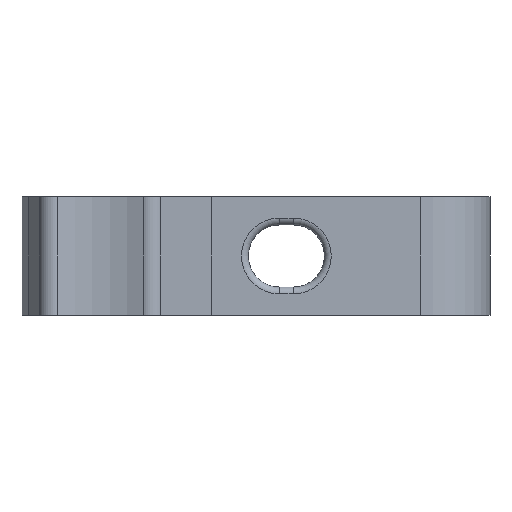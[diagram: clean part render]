
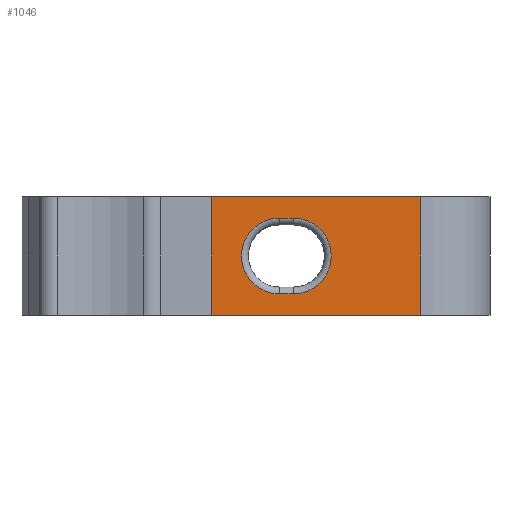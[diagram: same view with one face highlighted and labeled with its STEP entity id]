
A CAD part, front view. The second image highlights one B-rep face of the part: STEP entity #1046.
In plain terms, the highlighted planar face has unit normal (0, -1, 0).
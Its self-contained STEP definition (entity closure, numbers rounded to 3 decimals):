
#8 = VERTEX_POINT ( 'NONE', #133 ) ;
#14 = DIRECTION ( 'NONE',  ( 0., 0., 1. ) ) ;
#36 = VECTOR ( 'NONE', #303, 1000. ) ;
#52 = CARTESIAN_POINT ( 'NONE',  ( -12.25, -21.15, 1.55 ) ) ;
#76 = EDGE_CURVE ( 'NONE', #306, #8, #788, .T. ) ;
#92 = FACE_OUTER_BOUND ( 'NONE', #739, .T. ) ;
#95 = EDGE_CURVE ( 'NONE', #1024, #899, #834, .T. ) ;
#107 = CARTESIAN_POINT ( 'NONE',  ( 0.945, -21.15, -14.111 ) ) ;
#133 = CARTESIAN_POINT ( 'NONE',  ( 16.15, -21.15, 8.6 ) ) ;
#166 = VERTEX_POINT ( 'NONE', #521 ) ;
#173 = DIRECTION ( 'NONE',  ( 0., 1., 0. ) ) ;
#213 = AXIS2_PLACEMENT_3D ( 'NONE', #1481, #752, #14 ) ;
#245 = DIRECTION ( 'NONE',  ( 0., 0., 1. ) ) ;
#249 = PLANE ( 'NONE',  #557 ) ;
#269 = VERTEX_POINT ( 'NONE', #578 ) ;
#303 = DIRECTION ( 'NONE',  ( 1., 0., 0. ) ) ;
#306 = VERTEX_POINT ( 'NONE', #1552 ) ;
#359 = LINE ( 'NONE', #107, #585 ) ;
#389 = VECTOR ( 'NONE', #1303, 1000. ) ;
#451 = CARTESIAN_POINT ( 'NONE',  ( 6.9, -21.15, 7.05 ) ) ;
#453 = CIRCLE ( 'NONE', #213, 2.75 ) ;
#461 = DIRECTION ( 'NONE',  ( -1., 0., 0. ) ) ;
#496 = CARTESIAN_POINT ( 'NONE',  ( 5.9, -21.15, 7.05 ) ) ;
#502 = DIRECTION ( 'NONE',  ( 0., 1., 0. ) ) ;
#521 = CARTESIAN_POINT ( 'NONE',  ( 6.9, -21.15, 1.55 ) ) ;
#557 = AXIS2_PLACEMENT_3D ( 'NONE', #1250, #502, #1372 ) ;
#573 = VECTOR ( 'NONE', #461, 1000. ) ;
#576 = ORIENTED_EDGE ( 'NONE', *, *, #1017, .T. ) ;
#578 = CARTESIAN_POINT ( 'NONE',  ( 5.9, -21.15, 1.55 ) ) ;
#585 = VECTOR ( 'NONE', #245, 1000. ) ;
#604 = LINE ( 'NONE', #1532, #389 ) ;
#643 = LINE ( 'NONE', #940, #36 ) ;
#698 = FACE_BOUND ( 'NONE', #1148, .T. ) ;
#704 = VECTOR ( 'NONE', #1304, 1000. ) ;
#739 = EDGE_LOOP ( 'NONE', ( #1134, #1511, #1320, #1204 ) ) ;
#752 = DIRECTION ( 'NONE',  ( 0., 1., 0. ) ) ;
#788 = LINE ( 'NONE', #915, #704 ) ;
#827 = EDGE_CURVE ( 'NONE', #909, #1064, #643, .T. ) ;
#834 = LINE ( 'NONE', #1194, #846 ) ;
#840 = EDGE_CURVE ( 'NONE', #1064, #8, #604, .T. ) ;
#846 = VECTOR ( 'NONE', #1310, 1000. ) ;
#899 = VERTEX_POINT ( 'NONE', #451 ) ;
#909 = VERTEX_POINT ( 'NONE', #980 ) ;
#915 = CARTESIAN_POINT ( 'NONE',  ( -12.25, -21.15, 8.6 ) ) ;
#918 = CARTESIAN_POINT ( 'NONE',  ( 5.9, -21.15, 4.3 ) ) ;
#921 = ORIENTED_EDGE ( 'NONE', *, *, #1192, .T. ) ;
#940 = CARTESIAN_POINT ( 'NONE',  ( -12.25, -21.15, 0. ) ) ;
#980 = CARTESIAN_POINT ( 'NONE',  ( 0.945, -21.15, 0. ) ) ;
#1017 = EDGE_CURVE ( 'NONE', #899, #166, #453, .T. ) ;
#1024 = VERTEX_POINT ( 'NONE', #496 ) ;
#1046 = ADVANCED_FACE ( 'NONE', ( #698, #92 ), #249, .F. ) ;
#1048 = DIRECTION ( 'NONE',  ( 0., 0., 1. ) ) ;
#1064 = VERTEX_POINT ( 'NONE', #1133 ) ;
#1111 = ORIENTED_EDGE ( 'NONE', *, *, #95, .T. ) ;
#1131 = ORIENTED_EDGE ( 'NONE', *, *, #1438, .T. ) ;
#1133 = CARTESIAN_POINT ( 'NONE',  ( 16.15, -21.15, 0. ) ) ;
#1134 = ORIENTED_EDGE ( 'NONE', *, *, #76, .F. ) ;
#1148 = EDGE_LOOP ( 'NONE', ( #921, #1111, #576, #1131 ) ) ;
#1185 = CIRCLE ( 'NONE', #1308, 2.75 ) ;
#1192 = EDGE_CURVE ( 'NONE', #269, #1024, #1185, .T. ) ;
#1194 = CARTESIAN_POINT ( 'NONE',  ( -12.25, -21.15, 7.05 ) ) ;
#1204 = ORIENTED_EDGE ( 'NONE', *, *, #840, .T. ) ;
#1250 = CARTESIAN_POINT ( 'NONE',  ( -12.25, -21.15, 8.6 ) ) ;
#1303 = DIRECTION ( 'NONE',  ( 0., 0., 1. ) ) ;
#1304 = DIRECTION ( 'NONE',  ( 1., 0., 0. ) ) ;
#1308 = AXIS2_PLACEMENT_3D ( 'NONE', #918, #173, #1048 ) ;
#1310 = DIRECTION ( 'NONE',  ( 1., 0., 0. ) ) ;
#1320 = ORIENTED_EDGE ( 'NONE', *, *, #827, .T. ) ;
#1372 = DIRECTION ( 'NONE',  ( 0., 0., 1. ) ) ;
#1386 = LINE ( 'NONE', #52, #573 ) ;
#1438 = EDGE_CURVE ( 'NONE', #166, #269, #1386, .T. ) ;
#1467 = EDGE_CURVE ( 'NONE', #909, #306, #359, .T. ) ;
#1481 = CARTESIAN_POINT ( 'NONE',  ( 6.9, -21.15, 4.3 ) ) ;
#1511 = ORIENTED_EDGE ( 'NONE', *, *, #1467, .F. ) ;
#1532 = CARTESIAN_POINT ( 'NONE',  ( 16.15, -21.15, 8.6 ) ) ;
#1552 = CARTESIAN_POINT ( 'NONE',  ( 0.945, -21.15, 8.6 ) ) ;
